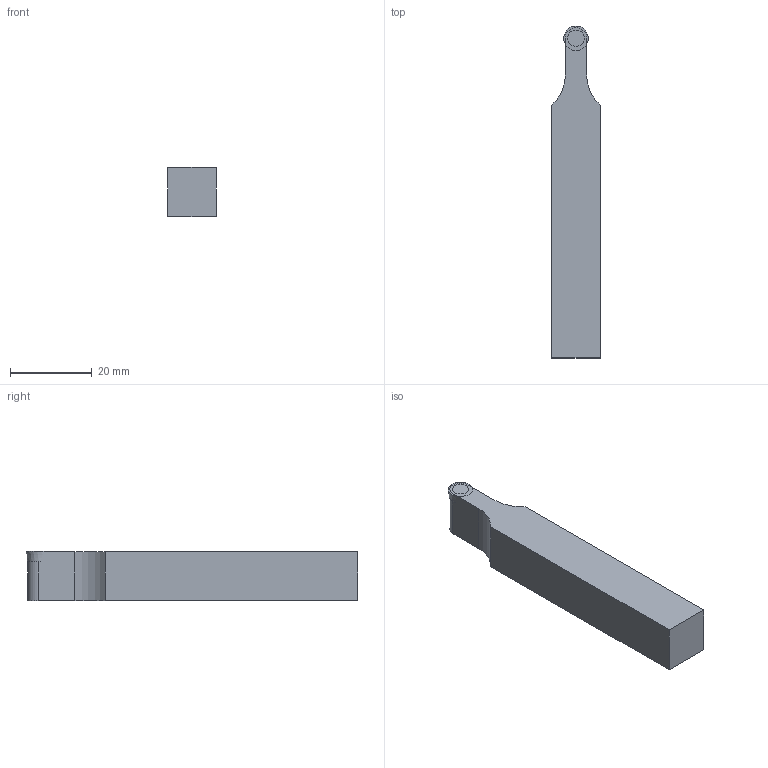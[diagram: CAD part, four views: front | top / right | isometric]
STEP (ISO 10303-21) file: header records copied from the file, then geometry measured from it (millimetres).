
FILE_DESCRIPTION(/* description */ (''),/* implementation_level */ '2;1');
FILE_NAME(/* name */ 'SRDCN1212F06_SIM.stp',/* time_stamp */ '2022-11-30T07:06:11+01:00',/* author */ (''),/* organization */ (''),/* preprocessor_version */ 'ST-DEVELOPER v18.102',/* originating_system */ 'SIEMENS PLM Software NX 2027',/* authorisation */ '');
FILE_SCHEMA (('AUTOMOTIVE_DESIGN { 1 0 10303 214 3 1 1 1 }'));
Length unit declared in the file: millimetre
Products named in the file (1): model1
Bounding box: 12 x 81.4 x 12.03 mm (x, y, z)
Volume: 10313.3 mm3; surface area: 3961.2 mm2
Topology: 2 solids, 2 shells, 16 faces, 35 edges, 23 vertices
Faces by surface type: plane 9, cylinder 5, cone 1, torus 1
Full cylindrical faces by diameter (mm): 2.8 x1, 4 x1
Entity records: 448 total; most frequent: DIRECTION 76, CARTESIAN_POINT 69, ORIENTED_EDGE 60, EDGE_CURVE 30, AXIS2_PLACEMENT_3D 29, EDGE_LOOP 22, VERTEX_POINT 22, LINE 18
